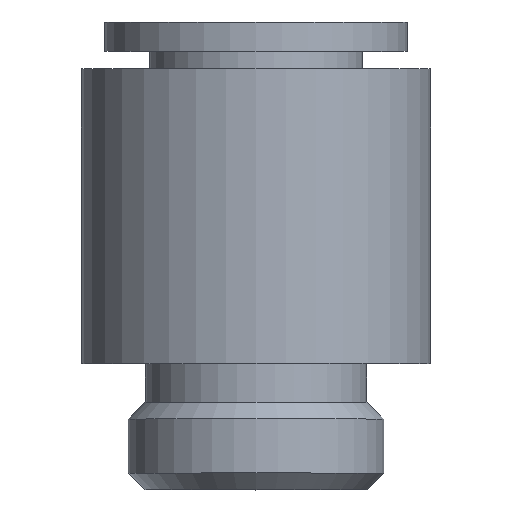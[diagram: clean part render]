
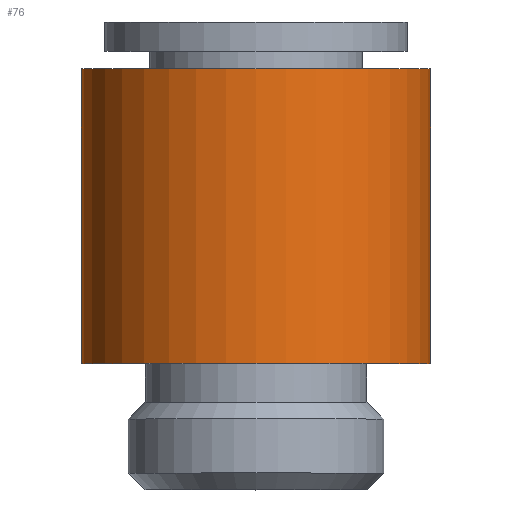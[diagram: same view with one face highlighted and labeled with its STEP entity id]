
A CAD part, top view. The second image highlights one B-rep face of the part: STEP entity #76.
In plain terms, the highlighted cylindrical face has radius 9 mm (diameter 18 mm), a full revolution.
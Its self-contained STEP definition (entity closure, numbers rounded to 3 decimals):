
#76 = ADVANCED_FACE( '', ( #161, #162 ), #163, .T. );
#161 = FACE_OUTER_BOUND( '', #248, .T. );
#162 = FACE_OUTER_BOUND( '', #249, .T. );
#163 = CYLINDRICAL_SURFACE( '', #250, 9. );
#248 = EDGE_LOOP( '', ( #381 ) );
#249 = EDGE_LOOP( '', ( #382 ) );
#250 = AXIS2_PLACEMENT_3D( '', #383, #384, #385 );
#381 = ORIENTED_EDGE( '', *, *, #472, .F. );
#382 = ORIENTED_EDGE( '', *, *, #435, .T. );
#383 = CARTESIAN_POINT( '', ( 0., -6.5, 0. ) );
#384 = DIRECTION( '', ( 0., 1., 0. ) );
#385 = DIRECTION( '', ( 1., 0., 0. ) );
#435 = EDGE_CURVE( '', #494, #494, #495, .T. );
#472 = EDGE_CURVE( '', #550, #550, #551, .T. );
#494 = VERTEX_POINT( '', #574 );
#495 = CIRCLE( '', #575, 9. );
#550 = VERTEX_POINT( '', #648 );
#551 = CIRCLE( '', #649, 9. );
#574 = CARTESIAN_POINT( '', ( 9., 15.2, 0. ) );
#575 = AXIS2_PLACEMENT_3D( '', #673, #674, #675 );
#648 = CARTESIAN_POINT( '', ( 9., 0., 0. ) );
#649 = AXIS2_PLACEMENT_3D( '', #712, #713, #714 );
#673 = CARTESIAN_POINT( '', ( 0., 15.2, 0. ) );
#674 = DIRECTION( '', ( 0., -1., 0. ) );
#675 = DIRECTION( '', ( 1., 0., 0. ) );
#712 = CARTESIAN_POINT( '', ( 0., 0., 0. ) );
#713 = DIRECTION( '', ( 0., -1., 0. ) );
#714 = DIRECTION( '', ( 1., 0., 0. ) );
